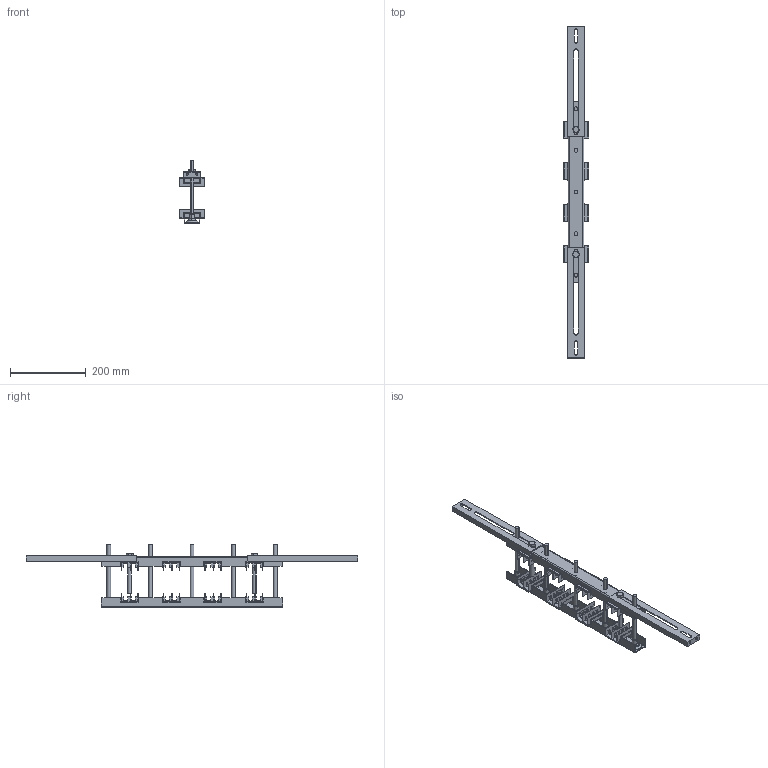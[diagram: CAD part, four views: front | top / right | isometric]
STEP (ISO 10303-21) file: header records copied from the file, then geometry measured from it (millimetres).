
FILE_DESCRIPTION(('STEP AP203'),'1');
FILE_NAME('ubs2-10tn.stp','2024-08-23T12:37:40',('TraceParts'),('TraceParts S.A.'),'Spatial InterOp 3D',' ',' ');
FILE_SCHEMA(('CONFIG_CONTROL_DESIGN'));
Length unit declared in the file: millimetre
Products named in the file (1): 1
Bounding box: 66.4 x 877.52 x 165.87 mm (x, y, z)
Volume: 527285.1 mm3; surface area: 469210.1 mm2
Topology: 27 solids, 27 shells, 1448 faces, 3938 edges, 2590 vertices
Faces by surface type: plane 1174, cylinder 190, cone 74, torus 10
Entity records: 45350 total; most frequent: CARTESIAN_POINT 8147, ORIENTED_EDGE 7876, DIRECTION 7348, EDGE_CURVE 3938, LINE 3430, VECTOR 3430, VERTEX_POINT 2590, AXIS2_PLACEMENT_3D 1959
